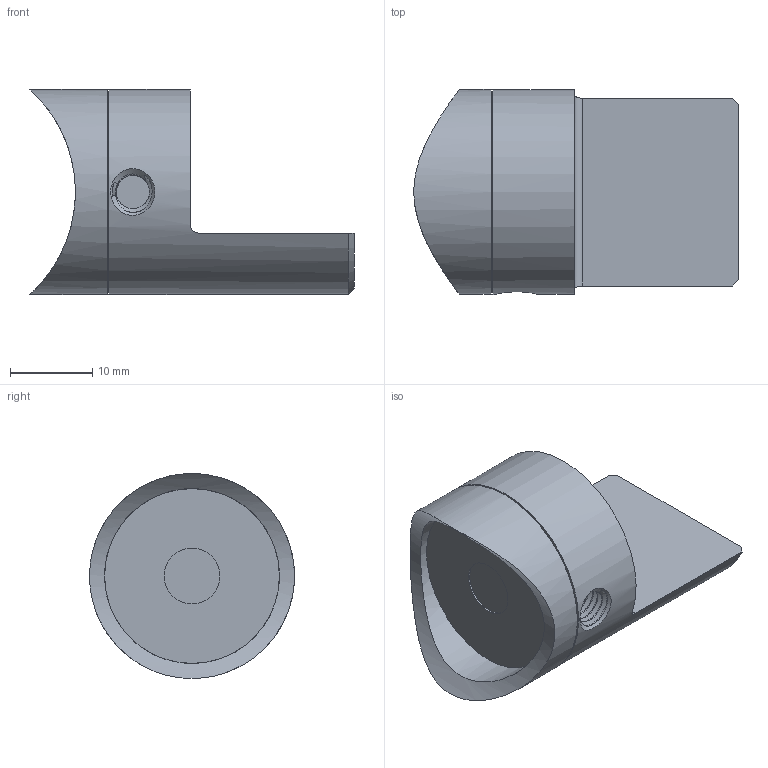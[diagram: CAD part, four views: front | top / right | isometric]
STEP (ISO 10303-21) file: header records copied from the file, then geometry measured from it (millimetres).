
FILE_DESCRIPTION(/* description */ (''),/* implementation_level */ '2;1');
FILE_NAME(/* name */ 'Glasklemmen_X104.stp',/* time_stamp */ '2017-08-09T15:19:39+02:00',/* author */ (''),/* organization */ (''),/* preprocessor_version */ 'ST-DEVELOPER v16',/* originating_system */ 'SIEMENS PLM Software NX 11.0',/* authorisation */ '');
FILE_SCHEMA (('AUTOMOTIVE_DESIGN { 1 0 10303 214 3 1 1 1 }'));
Length unit declared in the file: millimetre
Products named in the file (1): Goge0EC4D08Df63v
Bounding box: 39.55 x 25 x 25 mm (x, y, z)
Volume: 8981.8 mm3; surface area: 4749 mm2
Topology: 2 solids, 2 shells, 23 faces, 50 edges, 36 vertices
Faces by surface type: plane 9, cylinder 8, bspline 5, cone 1
Full cylindrical faces by diameter (mm): 6.8 x1, 21.326 x1, 25 x2
Entity records: 5514 total; most frequent: CARTESIAN_POINT 5051, ORIENTED_EDGE 80, DIRECTION 66, EDGE_CURVE 40, EDGE_LOOP 32, VERTEX_POINT 30, AXIS2_PLACEMENT_3D 29, ADVANCED_FACE 23
